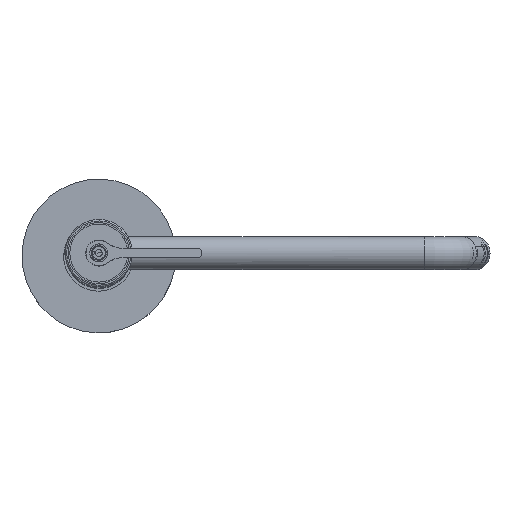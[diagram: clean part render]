
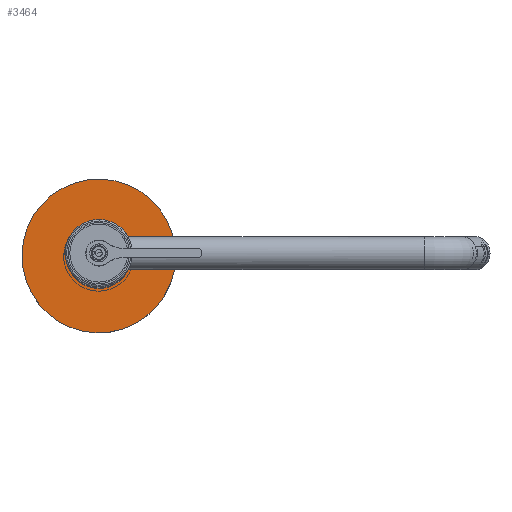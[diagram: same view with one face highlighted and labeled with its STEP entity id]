
A CAD part, top view. The second image highlights one B-rep face of the part: STEP entity #3464.
In plain terms, the highlighted planar face has unit normal (0, 0, 1).
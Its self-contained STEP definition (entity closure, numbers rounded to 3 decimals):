
#3139=CARTESIAN_POINT('Vertex',(24.451,-44.757,-761.5)) ;
#3142=CARTESIAN_POINT('Axis2P3D Location',(0.,0.,-761.5)) ;
#3146=CARTESIAN_POINT('Vertex',(-24.451,44.757,-761.5)) ;
#3168=CARTESIAN_POINT('Axis2P3D Location',(0.,0.,-761.5)) ;
#3437=CARTESIAN_POINT('Axis2P3D Location',(0.,51.,-761.5)) ;
#3446=CARTESIAN_POINT('Axis2P3D Location',(0.,0.,-761.5)) ;
#3450=CARTESIAN_POINT('Vertex',(-10.332,18.912,-761.5)) ;
#3452=CARTESIAN_POINT('Vertex',(10.332,-18.912,-761.5)) ;
#3455=CARTESIAN_POINT('Axis2P3D Location',(0.,0.,-761.5)) ;
#3143=DIRECTION('Axis2P3D Direction',(0.,0.,1.)) ;
#3169=DIRECTION('Axis2P3D Direction',(0.,0.,1.)) ;
#3438=DIRECTION('Axis2P3D Direction',(0.,0.,1.)) ;
#3439=DIRECTION('Axis2P3D XDirection',(1.,0.,0.)) ;
#3447=DIRECTION('Axis2P3D Direction',(0.,0.,1.)) ;
#3456=DIRECTION('Axis2P3D Direction',(0.,0.,1.)) ;
#3144=AXIS2_PLACEMENT_3D('Circle Axis2P3D',#3142,#3143,$) ;
#3170=AXIS2_PLACEMENT_3D('Circle Axis2P3D',#3168,#3169,$) ;
#3440=AXIS2_PLACEMENT_3D('Plane Axis2P3D',#3437,#3438,#3439) ;
#3448=AXIS2_PLACEMENT_3D('Circle Axis2P3D',#3446,#3447,$) ;
#3457=AXIS2_PLACEMENT_3D('Circle Axis2P3D',#3455,#3456,$) ;
#3145=CIRCLE('generated circle',#3144,51.) ;
#3171=CIRCLE('generated circle',#3170,51.) ;
#3449=CIRCLE('generated circle',#3448,21.55) ;
#3458=CIRCLE('generated circle',#3457,21.55) ;
#3441=PLANE('',#3440) ;
#3463=FACE_BOUND('',#3460,.T.) ;
#3148=EDGE_CURVE('',#3147,#3140,#3145,.T.) ;
#3172=EDGE_CURVE('',#3140,#3147,#3171,.T.) ;
#3454=EDGE_CURVE('',#3451,#3453,#3449,.T.) ;
#3459=EDGE_CURVE('',#3453,#3451,#3458,.T.) ;
#3443=ORIENTED_EDGE('',*,*,#3172,.T.) ;
#3444=ORIENTED_EDGE('',*,*,#3148,.T.) ;
#3461=ORIENTED_EDGE('',*,*,#3454,.F.) ;
#3462=ORIENTED_EDGE('',*,*,#3459,.F.) ;
#3442=EDGE_LOOP('',(#3443,#3444)) ;
#3460=EDGE_LOOP('',(#3461,#3462)) ;
#3140=VERTEX_POINT('',#3139) ;
#3147=VERTEX_POINT('',#3146) ;
#3451=VERTEX_POINT('',#3450) ;
#3453=VERTEX_POINT('',#3452) ;
#3464=ADVANCED_FACE('PR0440.201_AllCATPart.1\\P45251.1\\PartBody',(#3445,#3463),#3441,.T.) ;
#3445=FACE_OUTER_BOUND('',#3442,.T.) ;
